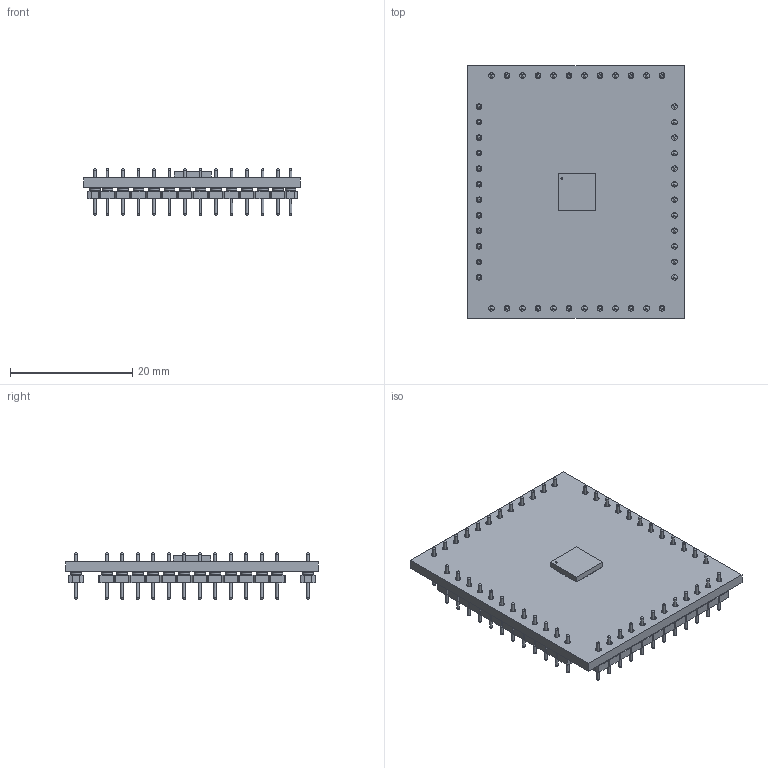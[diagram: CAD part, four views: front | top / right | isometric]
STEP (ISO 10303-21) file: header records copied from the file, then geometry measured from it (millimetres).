
FILE_DESCRIPTION(('KiCad electronic assembly'),'2;1');
FILE_NAME('LM5143 TH PCB.step','2022-07-24T15:40:41',('Pcbnew'),('Kicad' ),'Open CASCADE STEP processor 7.5','KiCad to STEP converter', 'Unknown');
FILE_SCHEMA(('AUTOMOTIVE_DESIGN { 1 0 10303 214 1 1 1 1 }'));
Length unit declared in the file: millimetre
Products named in the file (8): LM5143 TH PCB 1; LM5143RHAR; COMPOUND; BBL-112-G-E; LM5143 TH PCB PCB
Assembly tree (9 placements, depth 3):
  LM5143 TH PCB 1
    LM5143RHAR
      COMPOUND
    BBL-112-G-E  x3
      COMPOUND
    BBL-112-G-E
      COMPOUND
    LM5143 TH PCB PCB
Bounding box: 35.51 x 41.35 x 7.62 mm (x, y, z)
Volume: 2795.3 mm3; surface area: 5600.8 mm2
Topology: 96 solids, 96 shells, 1093 faces, 2703 edges, 1754 vertices
Faces by surface type: bspline 1039, cylinder 48, plane 6
Full cylindrical faces by diameter (mm): 0.914 x48
Entity records: 54150 total; most frequent: CARTESIAN_POINT 29532, B_SPLINE_CURVE_WITH_KNOTS 3761, ORIENTED_EDGE 3174, PCURVE 3174, DEFINITIONAL_REPRESENTATION 3174, EDGE_CURVE 1587, SURFACE_CURVE 1370, VERTEX_POINT 1098
